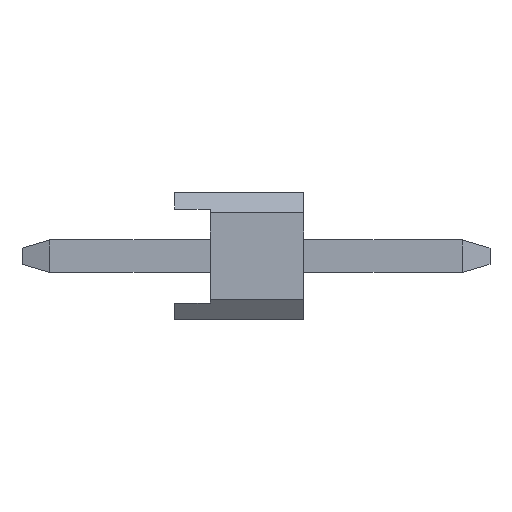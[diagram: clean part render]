
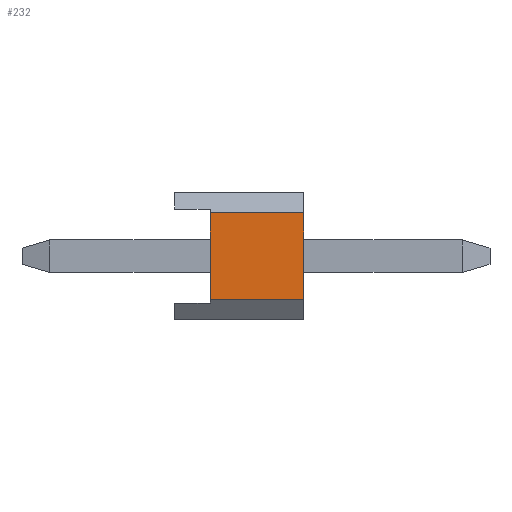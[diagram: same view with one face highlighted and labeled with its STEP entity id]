
A CAD part, left-side view. The second image highlights one B-rep face of the part: STEP entity #232.
In plain terms, the highlighted planar face has unit normal (-1, 0, 0).
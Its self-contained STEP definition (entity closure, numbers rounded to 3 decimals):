
#232=ADVANCED_FACE('',(#569),#570,.T.);
#569=FACE_OUTER_BOUND('',#1018,.T.);
#570=PLANE('',#1019);
#1018=EDGE_LOOP('',(#1629,#1630,#1631,#1632));
#1019=AXIS2_PLACEMENT_3D('',#1633,#1634,#1635);
#1629=ORIENTED_EDGE('',*,*,#2808,.T.);
#1630=ORIENTED_EDGE('',*,*,#2809,.T.);
#1631=ORIENTED_EDGE('',*,*,#2810,.T.);
#1632=ORIENTED_EDGE('',*,*,#2773,.F.);
#1633=CARTESIAN_POINT('',(-6.25,0.0,0.0));
#1634=DIRECTION('',(-1.0,-0.0,0.0));
#1635=DIRECTION('',(0.0,0.,-1.0));
#2773=EDGE_CURVE('',#3358,#3360,#3361,.T.);
#2808=EDGE_CURVE('',#3358,#3415,#3416,.T.);
#2809=EDGE_CURVE('',#3415,#3417,#3418,.T.);
#2810=EDGE_CURVE('',#3417,#3360,#3419,.T.);
#3358=VERTEX_POINT('',#4177);
#3360=VERTEX_POINT('',#4180);
#3361=LINE('',#4181,#4182);
#3415=VERTEX_POINT('',#4262);
#3416=LINE('',#4263,#4264);
#3417=VERTEX_POINT('',#4265);
#3418=LINE('',#4266,#4267);
#3419=LINE('',#4268,#4269);
#4177=CARTESIAN_POINT('',(-6.25,-0.7,0.851));
#4180=CARTESIAN_POINT('',(-6.25,-2.54,0.851));
#4181=CARTESIAN_POINT('',(-6.25,0.,0.851));
#4182=VECTOR('',#5052,1.0);
#4262=CARTESIAN_POINT('',(-6.25,-0.7,-0.851));
#4263=CARTESIAN_POINT('',(-6.25,-0.7,0.));
#4264=VECTOR('',#5079,1.0);
#4265=CARTESIAN_POINT('',(-6.25,-2.54,-0.851));
#4266=CARTESIAN_POINT('',(-6.25,0.,-0.851));
#4267=VECTOR('',#5080,1.0);
#4268=CARTESIAN_POINT('',(-6.25,-2.54,0.851));
#4269=VECTOR('',#5081,1.0);
#5052=DIRECTION('',(0.0,-1.0,0.));
#5079=DIRECTION('',(0.0,0.,-1.0));
#5080=DIRECTION('',(0.0,-1.0,0.));
#5081=DIRECTION('',(0.0,0.,1.0));
